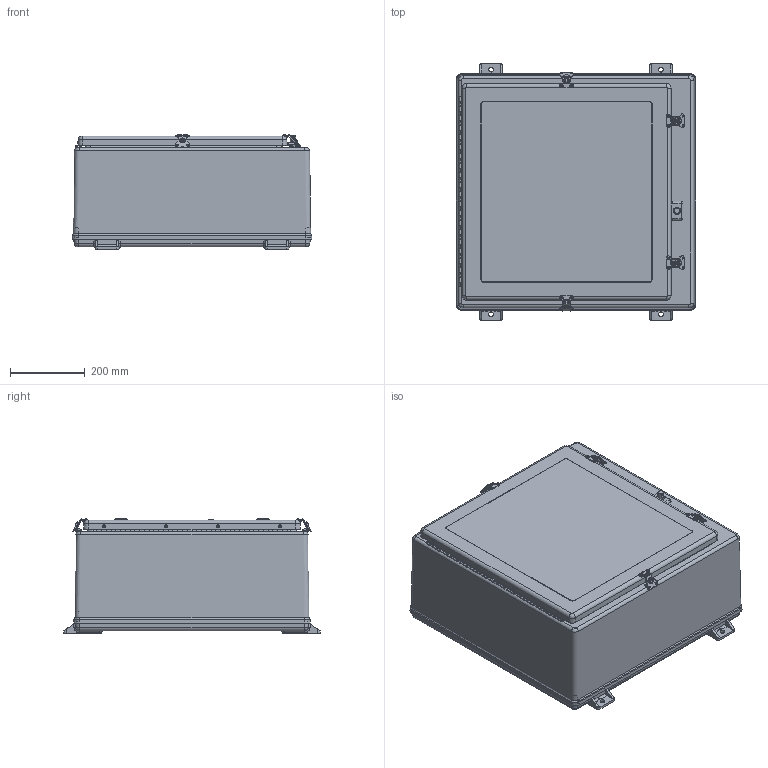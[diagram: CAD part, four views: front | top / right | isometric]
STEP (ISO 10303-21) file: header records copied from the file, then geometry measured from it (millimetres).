
FILE_DESCRIPTION(/* description */ (''),/* implementation_level */ '2;1');
FILE_NAME(/* name */ 'HW-N4X242410CHW.stp',/* time_stamp */ '2014-04-01T13:13:44-05:00',/* author */ ('jtigges'),/* organization */ (''),/* preprocessor_version */ 'ST-DEVELOPER v15.2',/* originating_system */ 'Autodesk Inventor 2014',/* authorisation */ '');
FILE_SCHEMA (('AUTOMOTIVE_DESIGN { 1 0 10303 214 3 1 1 }'));
Length unit declared in the file: inch
Products named in the file (29): WPN2424B; WPN242410SHWT; SS HINGE COVER (20); 0.13 RIVET PIN; SS HINGE PIN (20); SS HINGE BASE  (20); 20; WPCWN242410HWTPCVR; WINDOW_2424HWT; N242410G; WP2424HWU; LL150  LATCH KEEPER PAD; LL150 LATCH RIVET PIN; LL150 KEEPER PAD ASSEMBLY; LL150 LATCH CAM; LL150 LATCH WING; LL150 LATCH BASE; LL150 LATCH HINGE PIN; N SERIES LL150 LATCH; WT150 LATCH BASE; WT LL150 LATCH CAM; N SERIES WT LL150 LATCH; 0.375-16  INSERT OD-0.563; BP2424AL; HASP; HASP INSERT; HASP SCREW; HASP ASSEMBLY; NW242410HWT_STP
Bounding box: 641.35 x 685.8 x 306.21 mm (x, y, z)
Volume: 9569947.4 mm3; surface area: 3501517.6 mm2
Topology: 59 solids, 59 shells, 1592 faces, 3859 edges, 2377 vertices
Faces by surface type: plane 617, cylinder 614, torus 171, bspline 96, sphere 50, cone 44
Full cylindrical faces by diameter (mm): 1.587 x16, 1.651 x8, 3.175 x41, 3.302 x48, 3.429 x8, 3.5 x8, 3.556 x16, 3.969 x8, 4.762 x8, 5.08 x8, 5.105 x1, 5.11 x1, 6.35 x1, 7.544 x8, 7.798 x4, 8.64 x2, 10.312 x1, 12.7 x2, 12.959 x2, 14.3 x8
Entity records: 33523 total; most frequent: CARTESIAN_POINT 9512, DIRECTION 5078, ORIENTED_EDGE 4582, EDGE_CURVE 2291, AXIS2_PLACEMENT_3D 1913, VERTEX_POINT 1520, EDGE_LOOP 1309, LINE 1252
